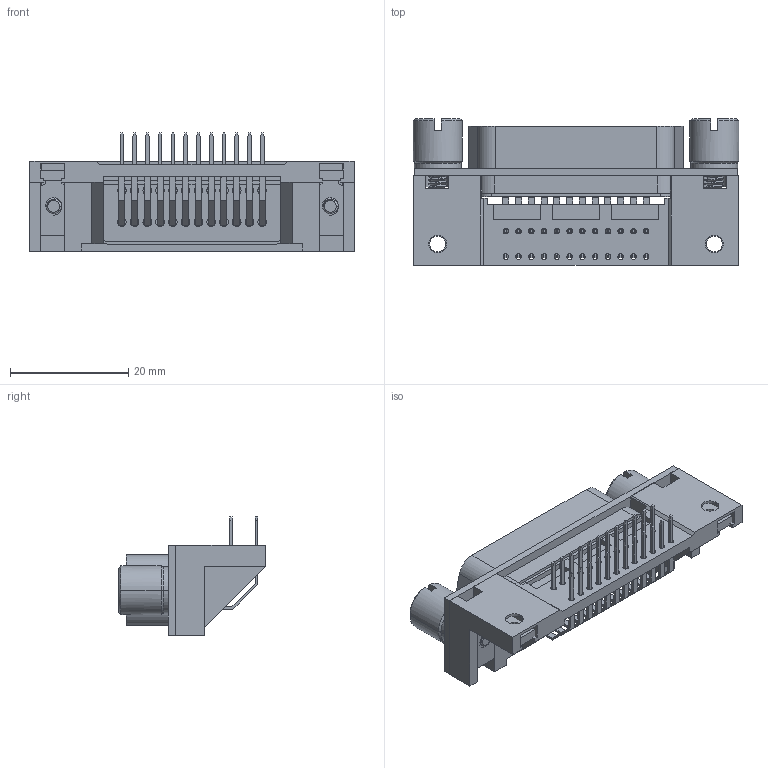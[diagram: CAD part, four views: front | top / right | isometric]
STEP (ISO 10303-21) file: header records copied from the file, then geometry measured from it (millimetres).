
FILE_DESCRIPTION (( 'STEP AP214' ), '1' );
FILE_NAME ('CIB24SRA_3D.STEP', '2021-07-30T14:33:10', ( '' ), ( '' ), 'SwSTEP 2.0', 'SolidWorks 2021', '' );
FILE_SCHEMA (( 'AUTOMOTIVE_DESIGN' ));
Length unit declared in the file: inch
Products named in the file (8): CIB24SRA-MA3; CIB24SRA; CIB24SRA-MA2; CIB24SRA-MA4; CIB24S-MA1; CIB24SRA-MA1; CIB24SRA-MA5; CIB24SRA_3D
Assembly tree (32 placements, depth 2):
  CIB24SRA_3D
    CIB24SRA
    CIB24SRA-MA1
    CIB24SRA-MA3  x12
    CIB24SRA-MA4  x12
    CIB24SRA-MA5  x2
    CIB24S-MA1  x2
    CIB24SRA-MA2  x2
Bounding box: 55.09 x 24.86 x 20.02 mm (x, y, z)
Volume: 8296.8 mm3; surface area: 10292.8 mm2
Topology: 32 solids, 32 shells, 1182 faces, 3090 edges, 2056 vertices
Faces by surface type: plane 882, cylinder 200, cone 68, bspline 32
Entity records: 31992 total; most frequent: CARTESIAN_POINT 7211, ORIENTED_EDGE 3914, DIRECTION 3755, EDGE_CURVE 1957, LINE 1443, VECTOR 1443, VERTEX_POINT 1302, AXIS2_PLACEMENT_3D 1156
